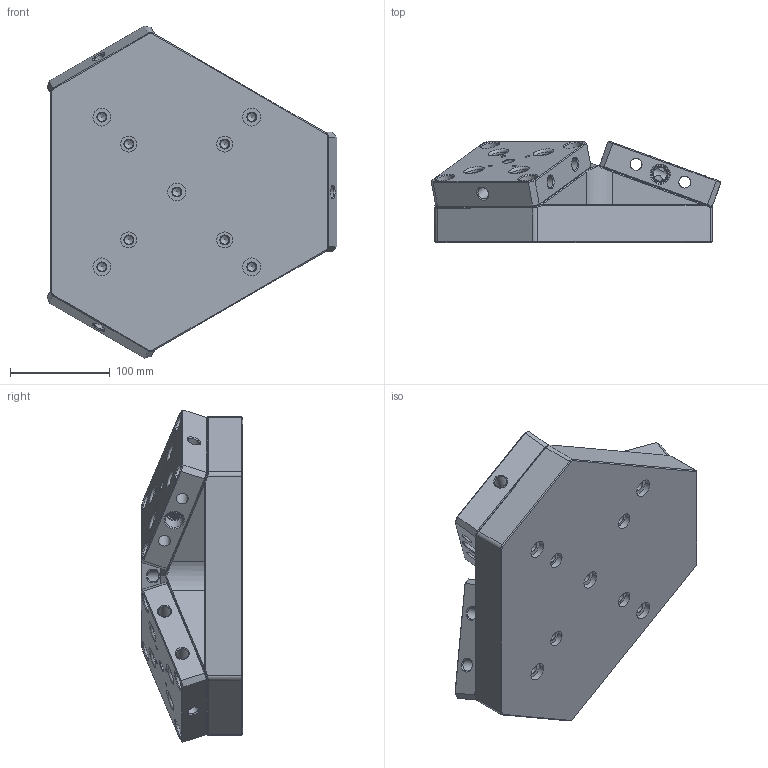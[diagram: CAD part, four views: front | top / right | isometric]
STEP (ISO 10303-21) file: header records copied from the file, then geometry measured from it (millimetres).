
FILE_DESCRIPTION(/* description */ (''),/* implementation_level */ '2;1');
FILE_NAME(/* name */ '',/* time_stamp */ '2023-08-28T15:16:09+08:00',/* author */ (''),/* organization */ (''),/* preprocessor_version */ 'ST-DEVELOPER v11',/* originating_system */ 'SIEMENS PLM Software NX 7.0',/* authorisation */ '');
FILE_SCHEMA (('CONFIG_CONTROL_DESIGN'));
Length unit declared in the file: millimetre
Products named in the file (1): AdmiCB6339dt
Bounding box: 289.8 x 101.48 x 332.34 mm (x, y, z)
Volume: 4351822.6 mm3; surface area: 397700.7 mm2
Topology: 4 solids, 4 shells, 782 faces, 1990 edges, 1268 vertices
Faces by surface type: cylinder 334, plane 236, cone 127, bspline 61, torus 24
Full cylindrical faces by diameter (mm): 4.2 x12, 4.5 x6, 4.8 x12, 5 x18, 7.3 x12, 8 x24, 8.5 x27, 10 x27, 11 x18, 12 x33, 14 x30, 15 x12, 15.5 x12, 15.7 x12, 16 x24, 16.005 x4, 18 x17, 18.2 x3, 25 x4
Entity records: 28853 total; most frequent: CARTESIAN_POINT 13980, DIRECTION 2917, ORIENTED_EDGE 2442, EDGE_LOOP 1361, AXIS2_PLACEMENT_3D 1298, FACE_BOUND 1225, EDGE_CURVE 1221, VERTEX_POINT 1017
